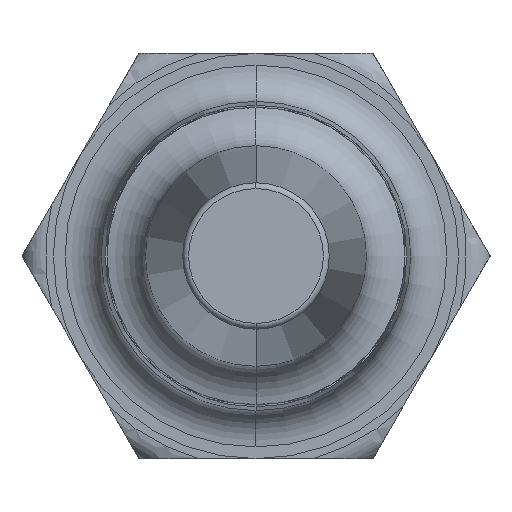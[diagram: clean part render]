
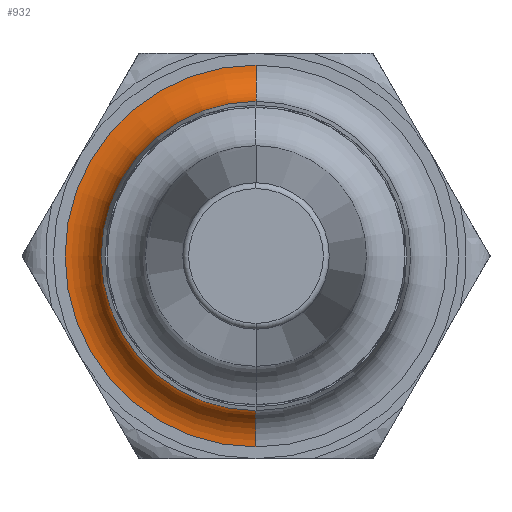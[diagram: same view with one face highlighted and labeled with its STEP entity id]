
A CAD part, front view. The second image highlights one B-rep face of the part: STEP entity #932.
In plain terms, the highlighted toroidal (fillet/blend) face has major radius 16.32 mm and minor radius 3.1 mm.
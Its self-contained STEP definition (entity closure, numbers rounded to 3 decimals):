
#29=CARTESIAN_POINT('',(0.,-54.3,0.));
#30=DIRECTION('',(0.,-1.,0.));
#31=DIRECTION('',(0.,0.,1.));
#32=AXIS2_PLACEMENT_3D('',#29,#30,#31);
#47=CARTESIAN_POINT('',(0.,-54.3,16.321));
#48=DIRECTION('',(-1.,0.,0.));
#49=DIRECTION('',(0.,1.,0.));
#50=AXIS2_PLACEMENT_3D('',#47,#48,#49);
#57=CARTESIAN_POINT('',(0.,-51.2,0.));
#58=DIRECTION('',(0.,-1.,0.));
#59=DIRECTION('',(0.,0.,1.));
#60=AXIS2_PLACEMENT_3D('',#57,#58,#59);
#664=CARTESIAN_POINT('',(0.,-54.3,-16.321));
#665=DIRECTION('',(1.,0.,0.));
#666=DIRECTION('',(0.,1.,0.));
#667=AXIS2_PLACEMENT_3D('',#664,#665,#666);
#829=CARTESIAN_POINT('',(0.,-51.2,-16.321));
#830=CARTESIAN_POINT('',(0.,-51.2,16.321));
#831=VERTEX_POINT('',#829);
#832=VERTEX_POINT('',#830);
#833=CARTESIAN_POINT('',(0.,-54.3,-13.221));
#834=CARTESIAN_POINT('',(0.,-54.3,13.221));
#835=VERTEX_POINT('',#833);
#836=VERTEX_POINT('',#834);
#918=CARTESIAN_POINT('',(0.,-54.3,0.));
#919=DIRECTION('',(0.,-1.,0.));
#920=DIRECTION('',(0.033,0.,0.999));
#921=AXIS2_PLACEMENT_3D('',#918,#919,#920);
#922=TOROIDAL_SURFACE('',#921,16.321,3.1);
#924=ORIENTED_EDGE('',*,*,#923,.F.);
#926=ORIENTED_EDGE('',*,*,#925,.T.);
#927=ORIENTED_EDGE('',*,*,#908,.T.);
#929=ORIENTED_EDGE('',*,*,#928,.F.);
#930=EDGE_LOOP('',(#924,#926,#927,#929));
#931=FACE_OUTER_BOUND('',#930,.F.);
#932=ADVANCED_FACE('',(#931),#922,.F.);
#33=CIRCLE('',#32,13.221);
#51=CIRCLE('',#50,3.1);
#61=CIRCLE('',#60,16.321);
#668=CIRCLE('',#667,3.1);
#908=EDGE_CURVE('',#836,#835,#33,.T.);
#923=EDGE_CURVE('',#832,#831,#61,.T.);
#925=EDGE_CURVE('',#832,#836,#51,.T.);
#928=EDGE_CURVE('',#831,#835,#668,.T.);
